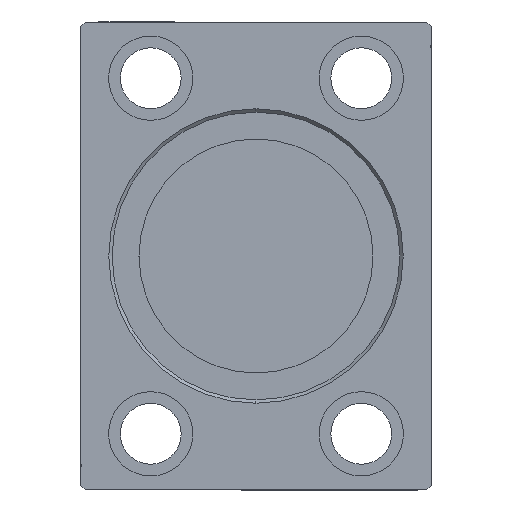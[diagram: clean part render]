
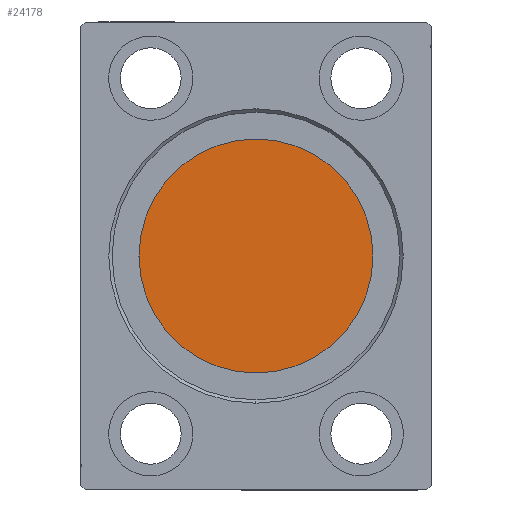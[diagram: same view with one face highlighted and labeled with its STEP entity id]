
A CAD part, left-side view. The second image highlights one B-rep face of the part: STEP entity #24178.
In plain terms, the highlighted planar face has unit normal (-1, 0, 0).
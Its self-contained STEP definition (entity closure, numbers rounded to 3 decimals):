
#664 = CARTESIAN_POINT ( 'NONE',  ( 114.2, 0., 25. ) ) ;
#2007 = DIRECTION ( 'NONE',  ( -1., 0., 0. ) ) ;
#2047 = DIRECTION ( 'NONE',  ( -1., 0., 0. ) ) ;
#2939 = ORIENTED_EDGE ( 'NONE', *, *, #18726, .T. ) ;
#3992 = CARTESIAN_POINT ( 'NONE',  ( 114.2, 0., -25. ) ) ;
#6036 = AXIS2_PLACEMENT_3D ( 'NONE', #17780, #40778, #15793 ) ;
#11252 = PLANE ( 'NONE',  #24648 ) ;
#15694 = ORIENTED_EDGE ( 'NONE', *, *, #16215, .T. ) ;
#15793 = DIRECTION ( 'NONE',  ( 0., 0., 1. ) ) ;
#16215 = EDGE_CURVE ( 'NONE', #41356, #21820, #27288, .T. ) ;
#16582 = EDGE_LOOP ( 'NONE', ( #2939, #15694 ) ) ;
#17780 = CARTESIAN_POINT ( 'NONE',  ( 114.2, 0., 0. ) ) ;
#17983 = AXIS2_PLACEMENT_3D ( 'NONE', #34425, #2007, #35284 ) ;
#18726 = EDGE_CURVE ( 'NONE', #21820, #41356, #36503, .T. ) ;
#21820 = VERTEX_POINT ( 'NONE', #664 ) ;
#24178 = ADVANCED_FACE ( 'NONE', ( #34685 ), #11252, .T. ) ;
#24648 = AXIS2_PLACEMENT_3D ( 'NONE', #34463, #2047, #41348 ) ;
#27288 = CIRCLE ( 'NONE', #6036, 25. ) ;
#34425 = CARTESIAN_POINT ( 'NONE',  ( 114.2, 0., 0. ) ) ;
#34463 = CARTESIAN_POINT ( 'NONE',  ( 114.2, 0., 0. ) ) ;
#34685 = FACE_OUTER_BOUND ( 'NONE', #16582, .T. ) ;
#35284 = DIRECTION ( 'NONE',  ( 0., 0., 1. ) ) ;
#36503 = CIRCLE ( 'NONE', #17983, 25. ) ;
#40778 = DIRECTION ( 'NONE',  ( -1., 0., 0. ) ) ;
#41348 = DIRECTION ( 'NONE',  ( 0., 0., 1. ) ) ;
#41356 = VERTEX_POINT ( 'NONE', #3992 ) ;
